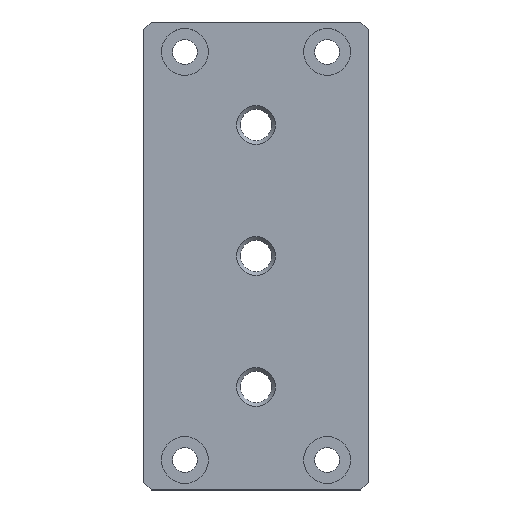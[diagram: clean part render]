
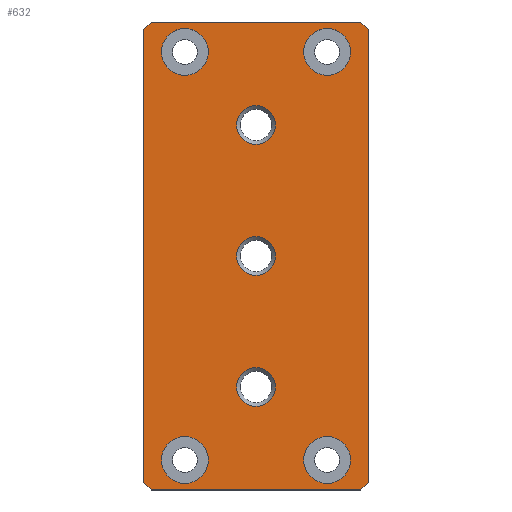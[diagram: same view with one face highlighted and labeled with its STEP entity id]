
A CAD part, top view. The second image highlights one B-rep face of the part: STEP entity #632.
In plain terms, the highlighted planar face has unit normal (0, 0, 1).
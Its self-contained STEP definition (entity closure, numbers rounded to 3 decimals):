
#41=CIRCLE('',#673,5.188);
#42=CIRCLE('',#674,5.188);
#43=CIRCLE('',#675,5.188);
#44=CIRCLE('',#676,6.25);
#45=CIRCLE('',#677,6.25);
#46=CIRCLE('',#678,6.25);
#47=CIRCLE('',#679,6.25);
#90=ORIENTED_EDGE('',*,*,#184,.T.);
#91=ORIENTED_EDGE('',*,*,#185,.T.);
#92=ORIENTED_EDGE('',*,*,#186,.T.);
#93=ORIENTED_EDGE('',*,*,#187,.T.);
#94=ORIENTED_EDGE('',*,*,#188,.T.);
#95=ORIENTED_EDGE('',*,*,#189,.T.);
#96=ORIENTED_EDGE('',*,*,#190,.T.);
#97=ORIENTED_EDGE('',*,*,#163,.T.);
#98=ORIENTED_EDGE('',*,*,#191,.T.);
#99=ORIENTED_EDGE('',*,*,#165,.T.);
#100=ORIENTED_EDGE('',*,*,#192,.T.);
#101=ORIENTED_EDGE('',*,*,#169,.T.);
#102=ORIENTED_EDGE('',*,*,#193,.T.);
#103=ORIENTED_EDGE('',*,*,#157,.T.);
#104=ORIENTED_EDGE('',*,*,#194,.T.);
#157=EDGE_CURVE('',#206,#207,#247,.T.);
#163=EDGE_CURVE('',#213,#212,#253,.T.);
#165=EDGE_CURVE('',#214,#215,#255,.T.);
#169=EDGE_CURVE('',#218,#219,#259,.T.);
#184=EDGE_CURVE('',#229,#229,#41,.F.);
#185=EDGE_CURVE('',#230,#230,#42,.F.);
#186=EDGE_CURVE('',#231,#231,#43,.F.);
#187=EDGE_CURVE('',#232,#232,#44,.T.);
#188=EDGE_CURVE('',#233,#233,#45,.T.);
#189=EDGE_CURVE('',#234,#234,#46,.T.);
#190=EDGE_CURVE('',#235,#235,#47,.T.);
#191=EDGE_CURVE('',#212,#214,#267,.F.);
#192=EDGE_CURVE('',#215,#218,#268,.F.);
#193=EDGE_CURVE('',#219,#206,#269,.F.);
#194=EDGE_CURVE('',#207,#213,#270,.F.);
#206=VERTEX_POINT('',#848);
#207=VERTEX_POINT('',#849);
#212=VERTEX_POINT('',#860);
#213=VERTEX_POINT('',#862);
#214=VERTEX_POINT('',#866);
#215=VERTEX_POINT('',#867);
#218=VERTEX_POINT('',#875);
#219=VERTEX_POINT('',#876);
#229=VERTEX_POINT('',#903);
#230=VERTEX_POINT('',#905);
#231=VERTEX_POINT('',#907);
#232=VERTEX_POINT('',#909);
#233=VERTEX_POINT('',#911);
#234=VERTEX_POINT('',#913);
#235=VERTEX_POINT('',#915);
#247=LINE('',#847,#271);
#253=LINE('',#861,#277);
#255=LINE('',#865,#279);
#259=LINE('',#874,#283);
#267=LINE('',#916,#291);
#268=LINE('',#917,#292);
#269=LINE('',#918,#293);
#270=LINE('',#919,#294);
#271=VECTOR('',#717,1000.);
#277=VECTOR('',#725,1000.);
#279=VECTOR('',#729,1000.);
#283=VECTOR('',#735,1000.);
#291=VECTOR('',#775,1000.);
#292=VECTOR('',#776,1000.);
#293=VECTOR('',#777,1000.);
#294=VECTOR('',#778,1000.);
#307=EDGE_LOOP('',(#90));
#308=EDGE_LOOP('',(#91));
#309=EDGE_LOOP('',(#92));
#310=EDGE_LOOP('',(#93));
#311=EDGE_LOOP('',(#94));
#312=EDGE_LOOP('',(#95));
#313=EDGE_LOOP('',(#96));
#314=EDGE_LOOP('',(#97,#98,#99,#100,#101,#102,#103,#104));
#367=FACE_BOUND('',#307,.T.);
#368=FACE_BOUND('',#308,.T.);
#369=FACE_BOUND('',#309,.T.);
#370=FACE_BOUND('',#310,.T.);
#371=FACE_BOUND('',#311,.T.);
#372=FACE_BOUND('',#312,.T.);
#373=FACE_BOUND('',#313,.T.);
#374=FACE_BOUND('',#314,.T.);
#420=PLANE('',#672);
#632=ADVANCED_FACE('',(#367,#368,#369,#370,#371,#372,#373,#374),#420,.T.);
#672=AXIS2_PLACEMENT_3D('',#901,#759,#760);
#673=AXIS2_PLACEMENT_3D('',#902,#761,#762);
#674=AXIS2_PLACEMENT_3D('',#904,#763,#764);
#675=AXIS2_PLACEMENT_3D('',#906,#765,#766);
#676=AXIS2_PLACEMENT_3D('',#908,#767,#768);
#677=AXIS2_PLACEMENT_3D('',#910,#769,#770);
#678=AXIS2_PLACEMENT_3D('',#912,#771,#772);
#679=AXIS2_PLACEMENT_3D('',#914,#773,#774);
#717=DIRECTION('',(0.,-1.,0.));
#725=DIRECTION('',(1.,0.,0.));
#729=DIRECTION('',(0.,1.,0.));
#735=DIRECTION('',(-1.,0.,0.));
#759=DIRECTION('',(0.,0.,1.));
#760=DIRECTION('',(1.,0.,0.));
#761=DIRECTION('',(0.,0.,1.));
#762=DIRECTION('',(1.,0.,0.));
#763=DIRECTION('',(0.,0.,1.));
#764=DIRECTION('',(1.,0.,0.));
#765=DIRECTION('',(0.,0.,1.));
#766=DIRECTION('',(1.,0.,0.));
#767=DIRECTION('',(0.,0.,-1.));
#768=DIRECTION('',(0.,-1.,0.));
#769=DIRECTION('',(0.,0.,-1.));
#770=DIRECTION('',(0.,-1.,0.));
#771=DIRECTION('',(0.,0.,-1.));
#772=DIRECTION('',(0.,-1.,0.));
#773=DIRECTION('',(0.,0.,-1.));
#774=DIRECTION('',(0.,-1.,0.));
#775=DIRECTION('',(-0.707,-0.707,0.));
#776=DIRECTION('',(0.707,-0.707,0.));
#777=DIRECTION('',(0.707,0.707,0.));
#778=DIRECTION('',(-0.707,0.707,0.));
#847=CARTESIAN_POINT('',(-30.,62.5,0.));
#848=CARTESIAN_POINT('',(-30.,60.5,0.));
#849=CARTESIAN_POINT('',(-30.,-60.5,0.));
#860=CARTESIAN_POINT('',(28.,-62.5,0.));
#861=CARTESIAN_POINT('',(-30.,-62.5,0.));
#862=CARTESIAN_POINT('',(-28.,-62.5,0.));
#865=CARTESIAN_POINT('',(30.,-62.5,0.));
#866=CARTESIAN_POINT('',(30.,-60.5,0.));
#867=CARTESIAN_POINT('',(30.,60.5,0.));
#874=CARTESIAN_POINT('',(30.,62.5,0.));
#875=CARTESIAN_POINT('',(28.,62.5,0.));
#876=CARTESIAN_POINT('',(-28.,62.5,0.));
#901=CARTESIAN_POINT('',(0.,0.,0.));
#902=CARTESIAN_POINT('',(0.,35.,0.));
#903=CARTESIAN_POINT('',(5.188,35.,0.));
#904=CARTESIAN_POINT('',(0.,0.,0.));
#905=CARTESIAN_POINT('',(5.188,0.,0.));
#906=CARTESIAN_POINT('',(0.,-35.,0.));
#907=CARTESIAN_POINT('',(5.188,-35.,0.));
#908=CARTESIAN_POINT('',(19.,54.5,0.));
#909=CARTESIAN_POINT('',(19.,48.25,0.));
#910=CARTESIAN_POINT('',(-19.,54.5,0.));
#911=CARTESIAN_POINT('',(-19.,48.25,0.));
#912=CARTESIAN_POINT('',(-19.,-54.5,0.));
#913=CARTESIAN_POINT('',(-19.,-60.75,0.));
#914=CARTESIAN_POINT('',(19.,-54.5,0.));
#915=CARTESIAN_POINT('',(19.,-60.75,0.));
#916=CARTESIAN_POINT('',(45.25,-45.25,0.));
#917=CARTESIAN_POINT('',(45.25,45.25,0.));
#918=CARTESIAN_POINT('',(-45.25,45.25,0.));
#919=CARTESIAN_POINT('',(-45.25,-45.25,0.));
